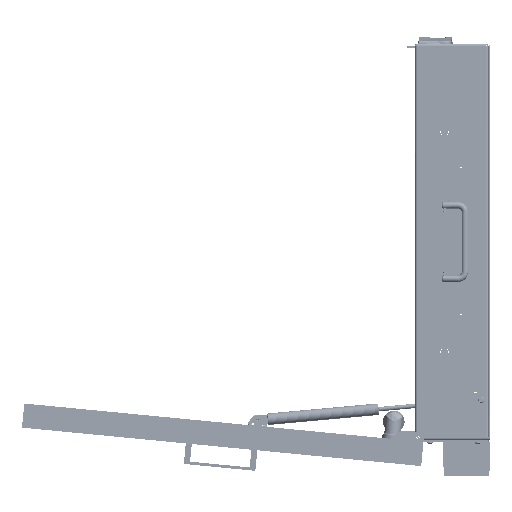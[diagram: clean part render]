
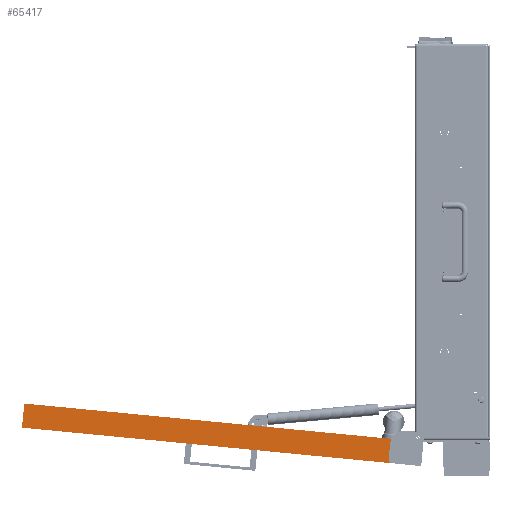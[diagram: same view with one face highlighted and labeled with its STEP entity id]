
A CAD part, left-side view. The second image highlights one B-rep face of the part: STEP entity #65417.
In plain terms, the highlighted planar face has unit normal (-1, 0, 0).
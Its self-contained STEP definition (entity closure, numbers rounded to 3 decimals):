
#145 = CARTESIAN_POINT ( 'NONE',  ( -327.5, 33., 273. ) ) ;
#2505 = CARTESIAN_POINT ( 'NONE',  ( -327.5, 33., -228. ) ) ;
#7705 = ORIENTED_EDGE ( 'NONE', *, *, #73188, .F. ) ;
#7793 = CIRCLE ( 'NONE', #53744, 20. ) ;
#8132 = CARTESIAN_POINT ( 'NONE',  ( -327.5, 33., -233. ) ) ;
#8781 = EDGE_CURVE ( 'NONE', #44775, #43587, #29507, .T. ) ;
#9075 = EDGE_LOOP ( 'NONE', ( #73806, #62797, #48490, #17512, #7705, #41844 ) ) ;
#10635 = VERTEX_POINT ( 'NONE', #8132 ) ;
#11979 = LINE ( 'NONE', #40415, #25760 ) ;
#14937 = VECTOR ( 'NONE', #24389, 1000. ) ;
#15628 = LINE ( 'NONE', #65317, #79818 ) ;
#17172 = AXIS2_PLACEMENT_3D ( 'NONE', #55357, #62285, #18670 ) ;
#17512 = ORIENTED_EDGE ( 'NONE', *, *, #49536, .F. ) ;
#18670 = DIRECTION ( 'NONE',  ( 0., 0., -1. ) ) ;
#19158 = CARTESIAN_POINT ( 'NONE',  ( -327.5, 33., -273. ) ) ;
#19264 = VERTEX_POINT ( 'NONE', #65222 ) ;
#19381 = EDGE_CURVE ( 'NONE', #49429, #19264, #15628, .T. ) ;
#24389 = DIRECTION ( 'NONE',  ( 0., 0., 1. ) ) ;
#24863 = CARTESIAN_POINT ( 'NONE',  ( -327.5, 28., -233. ) ) ;
#25760 = VECTOR ( 'NONE', #47817, 1000. ) ;
#26222 = CIRCLE ( 'NONE', #76644, 5. ) ;
#29507 = LINE ( 'NONE', #2505, #46014 ) ;
#30424 = DIRECTION ( 'NONE',  ( 0., 1., 0. ) ) ;
#31389 = LINE ( 'NONE', #19158, #14937 ) ;
#33628 = EDGE_CURVE ( 'NONE', #10635, #43587, #26222, .T. ) ;
#35800 = DIRECTION ( 'NONE',  ( -1., 0., 0. ) ) ;
#37068 = DIRECTION ( 'NONE',  ( 0., 0., 1. ) ) ;
#40415 = CARTESIAN_POINT ( 'NONE',  ( -327.5, 33., 273. ) ) ;
#41844 = ORIENTED_EDGE ( 'NONE', *, *, #33628, .T. ) ;
#43587 = VERTEX_POINT ( 'NONE', #84515 ) ;
#44775 = VERTEX_POINT ( 'NONE', #68700 ) ;
#46014 = VECTOR ( 'NONE', #30424, 1000. ) ;
#46729 = DIRECTION ( 'NONE',  ( 0., 0., -1. ) ) ;
#47817 = DIRECTION ( 'NONE',  ( 0., -1., 0. ) ) ;
#48490 = ORIENTED_EDGE ( 'NONE', *, *, #19381, .T. ) ;
#49429 = VERTEX_POINT ( 'NONE', #51566 ) ;
#49536 = EDGE_CURVE ( 'NONE', #71306, #19264, #11979, .T. ) ;
#51566 = CARTESIAN_POINT ( 'NONE',  ( -327.5, 0., -229.265 ) ) ;
#52315 = DIRECTION ( 'NONE',  ( 1., 0., 0. ) ) ;
#53744 = AXIS2_PLACEMENT_3D ( 'NONE', #56689, #35800, #64070 ) ;
#55357 = CARTESIAN_POINT ( 'NONE',  ( -327.5, 33., -273. ) ) ;
#56689 = CARTESIAN_POINT ( 'NONE',  ( -327.5, 7., -248. ) ) ;
#62285 = DIRECTION ( 'NONE',  ( 1., 0., 0. ) ) ;
#62797 = ORIENTED_EDGE ( 'NONE', *, *, #81811, .F. ) ;
#64070 = DIRECTION ( 'NONE',  ( 0., 0., -1. ) ) ;
#65222 = CARTESIAN_POINT ( 'NONE',  ( -327.5, 0., 273. ) ) ;
#65317 = CARTESIAN_POINT ( 'NONE',  ( -327.5, 0., -273. ) ) ;
#65417 = ADVANCED_FACE ( 'NONE', ( #82284 ), #76648, .F. ) ;
#68700 = CARTESIAN_POINT ( 'NONE',  ( -327.5, 7., -228. ) ) ;
#71306 = VERTEX_POINT ( 'NONE', #145 ) ;
#73188 = EDGE_CURVE ( 'NONE', #10635, #71306, #31389, .T. ) ;
#73806 = ORIENTED_EDGE ( 'NONE', *, *, #8781, .F. ) ;
#76644 = AXIS2_PLACEMENT_3D ( 'NONE', #24863, #52315, #46729 ) ;
#76648 = PLANE ( 'NONE',  #17172 ) ;
#79818 = VECTOR ( 'NONE', #37068, 1000. ) ;
#81811 = EDGE_CURVE ( 'NONE', #49429, #44775, #7793, .T. ) ;
#82284 = FACE_OUTER_BOUND ( 'NONE', #9075, .T. ) ;
#84515 = CARTESIAN_POINT ( 'NONE',  ( -327.5, 28., -228. ) ) ;
